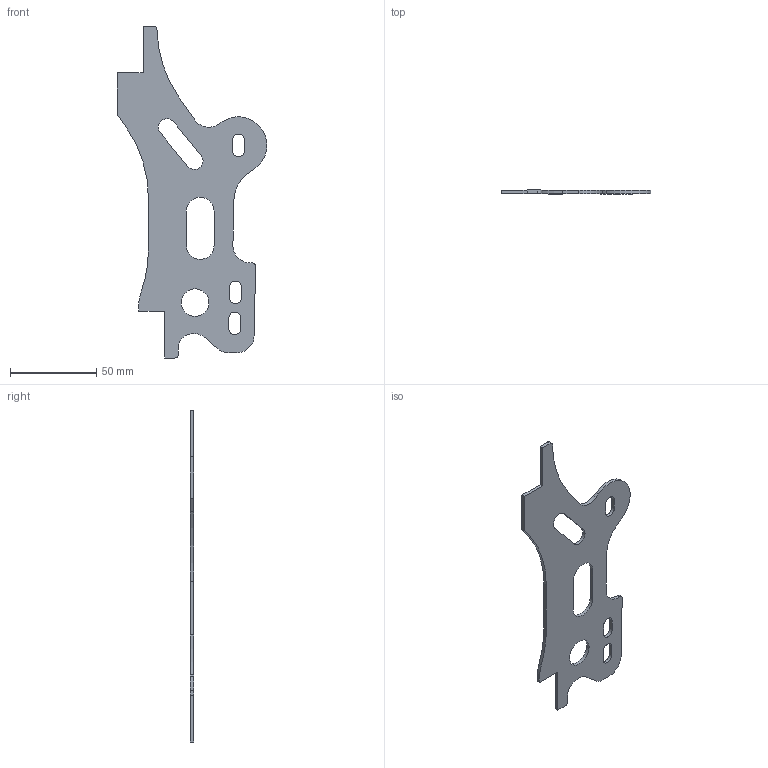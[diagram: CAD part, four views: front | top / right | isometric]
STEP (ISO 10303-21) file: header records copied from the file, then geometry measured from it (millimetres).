
FILE_DESCRIPTION(('FreeCAD Model'),'2;1');
FILE_NAME('Open CASCADE Shape Model','2023-02-25T12:14:23',(''),(''), 'Open CASCADE STEP processor 7.6','FreeCAD','Unknown');
FILE_SCHEMA(('AUTOMOTIVE_DESIGN { 1 0 10303 214 1 1 1 1 }'));
Length unit declared in the file: millimetre
Products named in the file (1): Support Adaptateur acier S235JR avec trous oblonds
Bounding box: 86.51 x 2 x 192 mm (x, y, z)
Volume: 15281.7 mm3; surface area: 17016.5 mm2
Topology: 1 solids, 1 shells, 59 faces, 171 edges, 114 vertices
Faces by surface type: plane 33, cylinder 25, bspline 1
Full cylindrical faces by diameter (mm): 16 x1
Entity records: 4575 total; most frequent: CARTESIAN_POINT 1194, DIRECTION 627, LINE 403, VECTOR 403, ORIENTED_EDGE 342, PCURVE 342, DEFINITIONAL_REPRESENTATION 342, EDGE_CURVE 171
